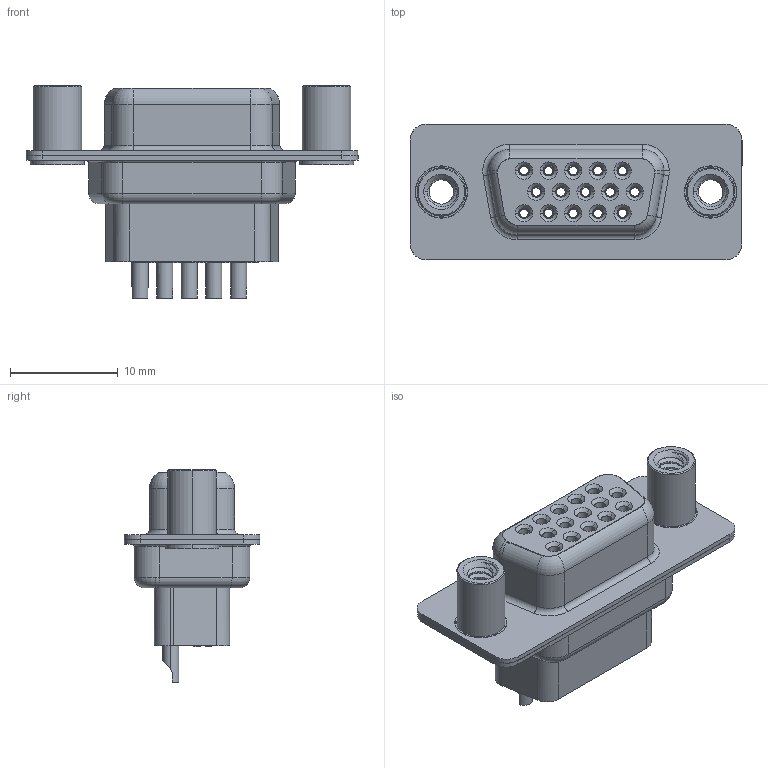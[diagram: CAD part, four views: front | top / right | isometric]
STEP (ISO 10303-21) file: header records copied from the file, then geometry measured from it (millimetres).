
FILE_DESCRIPTION (( 'STEP AP203' ), '1' );
FILE_NAME ('638-015-332-058.STEP', '2019-05-14T19:09:31', ( '' ), ( '' ), 'SwSTEP 2.0', 'SolidWorks 2016', '' );
FILE_SCHEMA (( 'CONFIG_CONTROL_DESIGN' ));
Length unit declared in the file: millimetre
Products named in the file (8): 638 4-40 Threaded Standoff; 638-015-332-058; 638 Housing_15 Contacts HP; 638 Shell Front_15 Contacts; 638 Shell Rear_15 Contacts; 638 Contact Row 1_32H; 638 Contact Row 2_32H; 638 Contact Row 3_32H
Assembly tree (20 placements, depth 2):
  638-015-332-058
    638 Housing_15 Contacts HP
    638 Shell Front_15 Contacts
    638 Shell Rear_15 Contacts
    638 Contact Row 1_32H  x5
    638 Contact Row 2_32H  x5
    638 Contact Row 3_32H  x5
    638 4-40 Threaded Standoff  x2
Bounding box: 30.81 x 12.6 x 19.7 mm (x, y, z)
Volume: 1927.7 mm3; surface area: 6507.6 mm2
Topology: 20 solids, 20 shells, 1648 faces, 4167 edges, 2617 vertices
Faces by surface type: cylinder 540, plane 384, torus 327, bspline 306, cone 91
Entity records: 25314 total; most frequent: CARTESIAN_POINT 8230, DIRECTION 3377, ORIENTED_EDGE 3328, EDGE_CURVE 1664, AXIS2_PLACEMENT_3D 1399, VERTEX_POINT 1047, EDGE_LOOP 785, CIRCLE 753
